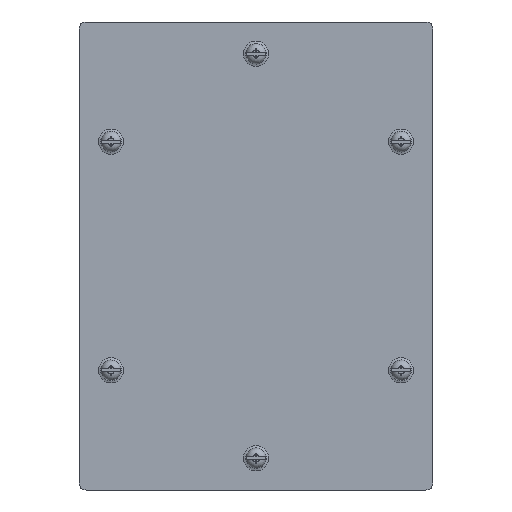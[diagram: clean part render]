
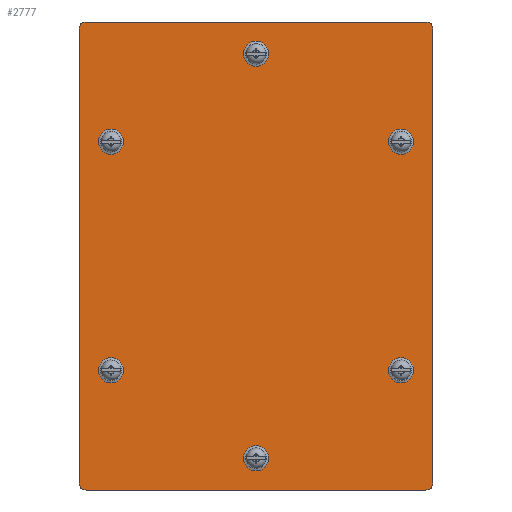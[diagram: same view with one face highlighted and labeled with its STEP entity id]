
A CAD part, front view. The second image highlights one B-rep face of the part: STEP entity #2777.
In plain terms, the highlighted face is planar.
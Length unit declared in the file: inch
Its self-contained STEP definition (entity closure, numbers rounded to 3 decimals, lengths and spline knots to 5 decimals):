
#40 = EDGE_LOOP ( 'NONE', ( #7497 ) ) ;
#70 = FACE_BOUND ( 'NONE', #2407, .T. ) ;
#383 = AXIS2_PLACEMENT_3D ( 'NONE', #16588, #16883, #1883 ) ;
#392 = DIRECTION ( 'NONE',  ( 0., -1., 0. ) ) ;
#607 = EDGE_CURVE ( 'NONE', #8998, #8998, #17918, .T. ) ;
#949 = CARTESIAN_POINT ( 'NONE',  ( 2.969, 4.197, 4.094 ) ) ;
#1009 = CARTESIAN_POINT ( 'NONE',  ( 3.094, 4.197, -4.094 ) ) ;
#1065 = EDGE_CURVE ( 'NONE', #9124, #5045, #10791, .T. ) ;
#1239 = VERTEX_POINT ( 'NONE', #10491 ) ;
#1339 = CIRCLE ( 'NONE', #383, 0.125 ) ;
#1523 = PLANE ( 'NONE',  #19209 ) ;
#1673 = ORIENTED_EDGE ( 'NONE', *, *, #17861, .F. ) ;
#1791 = CARTESIAN_POINT ( 'NONE',  ( 3.094, 4.197, 3.969 ) ) ;
#1812 = CARTESIAN_POINT ( 'NONE',  ( -2.5375, 4.197, -1.875 ) ) ;
#1817 = FACE_BOUND ( 'NONE', #12465, .T. ) ;
#1858 = CARTESIAN_POINT ( 'NONE',  ( 2.969, 4.197, 3.969 ) ) ;
#1883 = DIRECTION ( 'NONE',  ( 0., 0., -1. ) ) ;
#1887 = DIRECTION ( 'NONE',  ( 0., -1., 0. ) ) ;
#2254 = EDGE_CURVE ( 'NONE', #15304, #15304, #3767, .T. ) ;
#2270 = EDGE_CURVE ( 'NONE', #6341, #6341, #17302, .T. ) ;
#2407 = EDGE_LOOP ( 'NONE', ( #10438 ) ) ;
#2572 = DIRECTION ( 'NONE',  ( 0., -1., 0. ) ) ;
#2777 = ADVANCED_FACE ( 'NONE', ( #9097, #1817, #70, #6063, #15013, #13549, #7636 ), #1523, .T. ) ;
#2944 = CARTESIAN_POINT ( 'NONE',  ( -3.094, 4.197, -4.094 ) ) ;
#2966 = ORIENTED_EDGE ( 'NONE', *, *, #16343, .F. ) ;
#3009 = CARTESIAN_POINT ( 'NONE',  ( 0., 4.197, -3.4125 ) ) ;
#3111 = DIRECTION ( 'NONE',  ( 0., 0., 1. ) ) ;
#3211 = VERTEX_POINT ( 'NONE', #1791 ) ;
#3303 = DIRECTION ( 'NONE',  ( 0., 0., -1. ) ) ;
#3347 = EDGE_CURVE ( 'NONE', #19148, #18039, #3879, .T. ) ;
#3356 = CARTESIAN_POINT ( 'NONE',  ( 2.5375, 4.197, -2. ) ) ;
#3506 = CIRCLE ( 'NONE', #10119, 0.125 ) ;
#3569 = DIRECTION ( 'NONE',  ( 0., 0., 1. ) ) ;
#3674 = CARTESIAN_POINT ( 'NONE',  ( -3.094, 4.197, 3.969 ) ) ;
#3767 = CIRCLE ( 'NONE', #14754, 0.125 ) ;
#3800 = DIRECTION ( 'NONE',  ( 0., 0., 1. ) ) ;
#3879 = LINE ( 'NONE', #1009, #6103 ) ;
#3971 = CARTESIAN_POINT ( 'NONE',  ( 2.5375, 4.197, -1.875 ) ) ;
#3972 = DIRECTION ( 'NONE',  ( -1., 0., 0. ) ) ;
#4106 = DIRECTION ( 'NONE',  ( 0., 0., -1. ) ) ;
#4121 = VECTOR ( 'NONE', #4106, 39.37008 ) ;
#4841 = EDGE_LOOP ( 'NONE', ( #6426, #15189, #1673, #2966, #15322, #15958, #6750, #7381 ) ) ;
#4994 = ORIENTED_EDGE ( 'NONE', *, *, #607, .T. ) ;
#5045 = VERTEX_POINT ( 'NONE', #8973 ) ;
#5226 = EDGE_CURVE ( 'NONE', #5701, #9659, #11446, .T. ) ;
#5235 = CARTESIAN_POINT ( 'NONE',  ( 0., 4.197, 3.5375 ) ) ;
#5294 = EDGE_CURVE ( 'NONE', #9659, #9124, #7026, .T. ) ;
#5644 = CIRCLE ( 'NONE', #16332, 0.125 ) ;
#5701 = VERTEX_POINT ( 'NONE', #949 ) ;
#6063 = FACE_BOUND ( 'NONE', #17521, .T. ) ;
#6103 = VECTOR ( 'NONE', #8773, 39.37008 ) ;
#6164 = DIRECTION ( 'NONE',  ( 0., 1., 0. ) ) ;
#6178 = CARTESIAN_POINT ( 'NONE',  ( 3.094, 4.197, 4.094 ) ) ;
#6341 = VERTEX_POINT ( 'NONE', #15694 ) ;
#6426 = ORIENTED_EDGE ( 'NONE', *, *, #5226, .F. ) ;
#6543 = ORIENTED_EDGE ( 'NONE', *, *, #2270, .T. ) ;
#6750 = ORIENTED_EDGE ( 'NONE', *, *, #1065, .F. ) ;
#6759 = CARTESIAN_POINT ( 'NONE',  ( 2.969, 4.197, -4.094 ) ) ;
#6813 = CARTESIAN_POINT ( 'NONE',  ( -2.5375, 4.197, 2. ) ) ;
#7000 = DIRECTION ( 'NONE',  ( 0., -1., 0. ) ) ;
#7026 = CIRCLE ( 'NONE', #10786, 0.125 ) ;
#7189 = CIRCLE ( 'NONE', #10645, 0.125 ) ;
#7381 = ORIENTED_EDGE ( 'NONE', *, *, #5294, .F. ) ;
#7445 = EDGE_CURVE ( 'NONE', #3211, #5701, #3506, .T. ) ;
#7497 = ORIENTED_EDGE ( 'NONE', *, *, #2254, .T. ) ;
#7636 = FACE_BOUND ( 'NONE', #9449, .T. ) ;
#7728 = CARTESIAN_POINT ( 'NONE',  ( -2.5375, 4.197, 2.125 ) ) ;
#7841 = AXIS2_PLACEMENT_3D ( 'NONE', #12362, #9481, #3800 ) ;
#7883 = VECTOR ( 'NONE', #3111, 39.37008 ) ;
#8079 = DIRECTION ( 'NONE',  ( 0., -1., 0. ) ) ;
#8190 = EDGE_CURVE ( 'NONE', #1239, #1239, #5644, .T. ) ;
#8580 = CARTESIAN_POINT ( 'NONE',  ( -3.094, 4.197, 4.094 ) ) ;
#8773 = DIRECTION ( 'NONE',  ( 1., 0., 0. ) ) ;
#8973 = CARTESIAN_POINT ( 'NONE',  ( -3.094, 4.197, -3.969 ) ) ;
#8998 = VERTEX_POINT ( 'NONE', #3009 ) ;
#9097 = FACE_OUTER_BOUND ( 'NONE', #4841, .T. ) ;
#9124 = VERTEX_POINT ( 'NONE', #3674 ) ;
#9128 = EDGE_CURVE ( 'NONE', #15003, #15003, #7189, .T. ) ;
#9200 = CARTESIAN_POINT ( 'NONE',  ( 0., 4.197, 0. ) ) ;
#9391 = DIRECTION ( 'NONE',  ( 0., -1., 0. ) ) ;
#9449 = EDGE_LOOP ( 'NONE', ( #14210 ) ) ;
#9454 = DIRECTION ( 'NONE',  ( 0., 0., -1. ) ) ;
#9481 = DIRECTION ( 'NONE',  ( 0., -1., 0. ) ) ;
#9498 = CIRCLE ( 'NONE', #16129, 0.125 ) ;
#9659 = VERTEX_POINT ( 'NONE', #18928 ) ;
#9679 = CARTESIAN_POINT ( 'NONE',  ( -2.5375, 4.197, -2. ) ) ;
#9788 = CARTESIAN_POINT ( 'NONE',  ( 0., 4.197, -3.5375 ) ) ;
#10119 = AXIS2_PLACEMENT_3D ( 'NONE', #1858, #12596, #17159 ) ;
#10259 = DIRECTION ( 'NONE',  ( 0., 0., 1. ) ) ;
#10438 = ORIENTED_EDGE ( 'NONE', *, *, #8190, .T. ) ;
#10481 = VECTOR ( 'NONE', #3972, 39.37008 ) ;
#10491 = CARTESIAN_POINT ( 'NONE',  ( 0., 4.197, 3.6625 ) ) ;
#10645 = AXIS2_PLACEMENT_3D ( 'NONE', #6813, #1887, #3569 ) ;
#10786 = AXIS2_PLACEMENT_3D ( 'NONE', #17177, #2572, #15664 ) ;
#10791 = LINE ( 'NONE', #2944, #4121 ) ;
#11245 = VERTEX_POINT ( 'NONE', #3971 ) ;
#11446 = LINE ( 'NONE', #8580, #10481 ) ;
#11491 = DIRECTION ( 'NONE',  ( 0., -1., 0. ) ) ;
#12108 = AXIS2_PLACEMENT_3D ( 'NONE', #3356, #392, #18436 ) ;
#12362 = CARTESIAN_POINT ( 'NONE',  ( 2.5375, 4.197, 2. ) ) ;
#12465 = EDGE_LOOP ( 'NONE', ( #4994 ) ) ;
#12596 = DIRECTION ( 'NONE',  ( 0., -1., 0. ) ) ;
#12756 = DIRECTION ( 'NONE',  ( 0., 0., 1. ) ) ;
#12775 = CARTESIAN_POINT ( 'NONE',  ( -2.969, 4.197, -4.094 ) ) ;
#12817 = CARTESIAN_POINT ( 'NONE',  ( -2.969, 4.197, -3.969 ) ) ;
#13549 = FACE_BOUND ( 'NONE', #40, .T. ) ;
#14043 = EDGE_CURVE ( 'NONE', #11245, #11245, #15545, .T. ) ;
#14121 = DIRECTION ( 'NONE',  ( 0., 0., 1. ) ) ;
#14210 = ORIENTED_EDGE ( 'NONE', *, *, #9128, .T. ) ;
#14754 = AXIS2_PLACEMENT_3D ( 'NONE', #9679, #9391, #14121 ) ;
#15003 = VERTEX_POINT ( 'NONE', #7728 ) ;
#15013 = FACE_BOUND ( 'NONE', #16954, .T. ) ;
#15189 = ORIENTED_EDGE ( 'NONE', *, *, #7445, .F. ) ;
#15304 = VERTEX_POINT ( 'NONE', #1812 ) ;
#15322 = ORIENTED_EDGE ( 'NONE', *, *, #3347, .F. ) ;
#15358 = ORIENTED_EDGE ( 'NONE', *, *, #14043, .T. ) ;
#15545 = CIRCLE ( 'NONE', #12108, 0.125 ) ;
#15664 = DIRECTION ( 'NONE',  ( 0., 0., -1. ) ) ;
#15694 = CARTESIAN_POINT ( 'NONE',  ( 2.5375, 4.197, 2.125 ) ) ;
#15958 = ORIENTED_EDGE ( 'NONE', *, *, #16457, .F. ) ;
#16129 = AXIS2_PLACEMENT_3D ( 'NONE', #12817, #8079, #9454 ) ;
#16332 = AXIS2_PLACEMENT_3D ( 'NONE', #5235, #7000, #10259 ) ;
#16343 = EDGE_CURVE ( 'NONE', #18039, #16450, #1339, .T. ) ;
#16450 = VERTEX_POINT ( 'NONE', #16971 ) ;
#16457 = EDGE_CURVE ( 'NONE', #5045, #19148, #9498, .T. ) ;
#16588 = CARTESIAN_POINT ( 'NONE',  ( 2.969, 4.197, -3.969 ) ) ;
#16626 = LINE ( 'NONE', #6178, #7883 ) ;
#16674 = AXIS2_PLACEMENT_3D ( 'NONE', #9788, #11491, #12756 ) ;
#16883 = DIRECTION ( 'NONE',  ( 0., -1., 0. ) ) ;
#16954 = EDGE_LOOP ( 'NONE', ( #6543 ) ) ;
#16971 = CARTESIAN_POINT ( 'NONE',  ( 3.094, 4.197, -3.969 ) ) ;
#17159 = DIRECTION ( 'NONE',  ( 0., 0., -1. ) ) ;
#17177 = CARTESIAN_POINT ( 'NONE',  ( -2.969, 4.197, 3.969 ) ) ;
#17302 = CIRCLE ( 'NONE', #7841, 0.125 ) ;
#17521 = EDGE_LOOP ( 'NONE', ( #15358 ) ) ;
#17861 = EDGE_CURVE ( 'NONE', #16450, #3211, #16626, .T. ) ;
#17918 = CIRCLE ( 'NONE', #16674, 0.125 ) ;
#18039 = VERTEX_POINT ( 'NONE', #6759 ) ;
#18436 = DIRECTION ( 'NONE',  ( 0., 0., 1. ) ) ;
#18928 = CARTESIAN_POINT ( 'NONE',  ( -2.969, 4.197, 4.094 ) ) ;
#19148 = VERTEX_POINT ( 'NONE', #12775 ) ;
#19209 = AXIS2_PLACEMENT_3D ( 'NONE', #9200, #6164, #3303 ) ;
